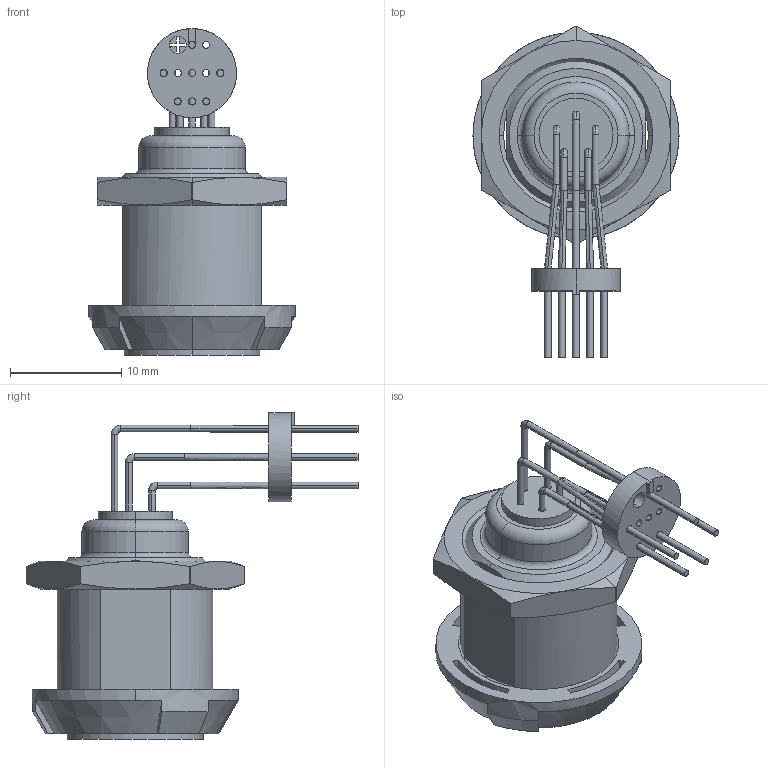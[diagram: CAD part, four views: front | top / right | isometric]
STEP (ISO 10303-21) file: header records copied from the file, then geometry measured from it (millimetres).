
FILE_DESCRIPTION(('STEP AP214'),'1');
FILE_NAME('pkg_m0_5nl_vn.stp','2017-12-07T17:26:47',('TraceParts'),('TraceParts S.A.'),'Spatial InterOp 3D',' ',' ');
FILE_SCHEMA(('automotive_design'));
Length unit declared in the file: millimetre
Products named in the file (4): pkg_m0_5nl_vn_1; pkg_m0_5nl_vn_2; pkg_m0_5nl_vn_3; pkg_m0_5nl_vn_4
Bounding box: 18.5 x 29.8 x 29.34 mm (x, y, z)
Volume: 3412.6 mm3; surface area: 2604.9 mm2
Topology: 4 solids, 4 shells, 224 faces, 555 edges, 354 vertices
Faces by surface type: cylinder 68, plane 63, cone 61, bspline 24, torus 8
Entity records: 9176 total; most frequent: CARTESIAN_POINT 1889, DIRECTION 1201, ORIENTED_EDGE 1110, EDGE_CURVE 555, AXIS2_PLACEMENT_3D 496, VERTEX_POINT 354, CIRCLE 292, EDGE_LOOP 265
